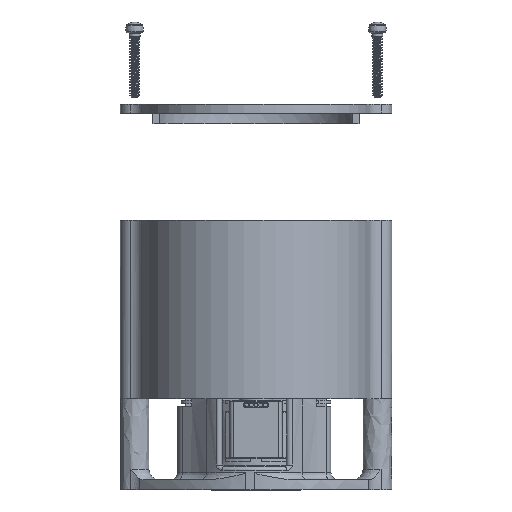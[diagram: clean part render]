
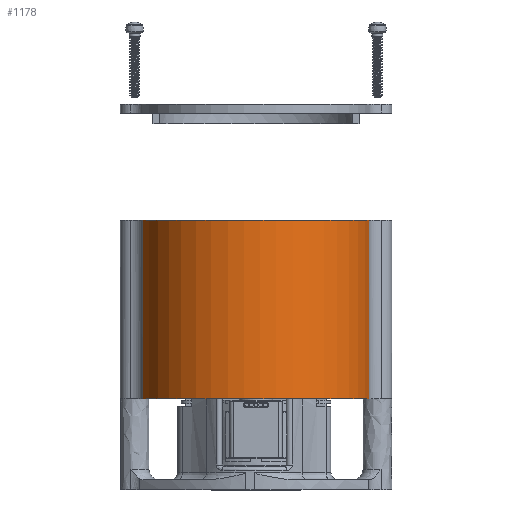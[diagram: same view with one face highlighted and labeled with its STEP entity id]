
A CAD part, front view. The second image highlights one B-rep face of the part: STEP entity #1178.
In plain terms, the highlighted free-form (B-spline) face has degree [2, 1] with [5, 2] control points.
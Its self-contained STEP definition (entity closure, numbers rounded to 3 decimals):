
#264 = VERTEX_POINT('',#265);
#265 = CARTESIAN_POINT('',(29.924,12.787,
    -19.292));
#271 = EDGE_CURVE('',#272,#264,#274,.T.);
#272 = VERTEX_POINT('',#273);
#273 = CARTESIAN_POINT('',(-29.924,12.787,
    -19.292));
#274 = ( BOUNDED_CURVE() B_SPLINE_CURVE(2,(#275,#276,#277,#278,#279),
.UNSPECIFIED.,.F.,.F.) B_SPLINE_CURVE_WITH_KNOTS((3,2,3),(3.374
,4.712,6.05),.PIECEWISE_BEZIER_KNOTS.) CURVE() 
GEOMETRIC_REPRESENTATION_ITEM() RATIONAL_B_SPLINE_CURVE((1.,
0.784,1.,0.784,1.)) REPRESENTATION_ITEM('') );
#275 = CARTESIAN_POINT('',(-29.924,12.787,
    -19.292));
#276 = CARTESIAN_POINT('',(-24.316,-10.873,
    -19.292));
#277 = CARTESIAN_POINT('',(0.,-10.873,
    -19.292));
#278 = CARTESIAN_POINT('',(24.316,-10.873,
    -19.292));
#279 = CARTESIAN_POINT('',(29.924,12.787,
    -19.292));
#1035 = EDGE_CURVE('',#272,#1036,#1038,.T.);
#1036 = VERTEX_POINT('',#1037);
#1037 = CARTESIAN_POINT('',(-29.924,12.787,
    28.02));
#1038 = B_SPLINE_CURVE_WITH_KNOTS('',1,(#1039,#1040),.UNSPECIFIED.,.F.,
  .F.,(2,2),(0.,50.),.PIECEWISE_BEZIER_KNOTS.);
#1039 = CARTESIAN_POINT('',(-29.924,12.787,
    -19.292));
#1040 = CARTESIAN_POINT('',(-29.924,12.787,
    28.02));
#1060 = EDGE_CURVE('',#1061,#264,#1063,.T.);
#1061 = VERTEX_POINT('',#1062);
#1062 = CARTESIAN_POINT('',(29.924,12.787,
    28.02));
#1063 = B_SPLINE_CURVE_WITH_KNOTS('',1,(#1064,#1065),.UNSPECIFIED.,.F.,
  .F.,(2,2),(-50.,0.),.PIECEWISE_BEZIER_KNOTS.);
#1064 = CARTESIAN_POINT('',(29.924,12.787,
    28.02));
#1065 = CARTESIAN_POINT('',(29.924,12.787,
    -19.292));
#1178 = ADVANCED_FACE('',(#1179),#1192,.T.);
#1179 = FACE_BOUND('',#1180,.T.);
#1180 = EDGE_LOOP('',(#1181,#1182,#1183,#1184));
#1181 = ORIENTED_EDGE('',*,*,#1035,.F.);
#1182 = ORIENTED_EDGE('',*,*,#271,.T.);
#1183 = ORIENTED_EDGE('',*,*,#1060,.F.);
#1184 = ORIENTED_EDGE('',*,*,#1185,.F.);
#1185 = EDGE_CURVE('',#1036,#1061,#1186,.T.);
#1186 = ( BOUNDED_CURVE() B_SPLINE_CURVE(2,(#1187,#1188,#1189,#1190,
#1191),.UNSPECIFIED.,.F.,.F.) B_SPLINE_CURVE_WITH_KNOTS((3,2,3),(
    3.374,4.712,6.05),
.PIECEWISE_BEZIER_KNOTS.) CURVE() GEOMETRIC_REPRESENTATION_ITEM() 
RATIONAL_B_SPLINE_CURVE((1.,0.784,1.,0.784,1.)) 
REPRESENTATION_ITEM('') );
#1187 = CARTESIAN_POINT('',(-29.924,12.787,
    28.02));
#1188 = CARTESIAN_POINT('',(-24.316,-10.873,
    28.02));
#1189 = CARTESIAN_POINT('',(0.,-10.873,
    28.02));
#1190 = CARTESIAN_POINT('',(24.316,-10.873,
    28.02));
#1191 = CARTESIAN_POINT('',(29.924,12.787,
    28.02));
#1192 = ( BOUNDED_SURFACE() B_SPLINE_SURFACE(2,1,(
    (#1193,#1194)
    ,(#1195,#1196)
    ,(#1197,#1198)
    ,(#1199,#1200)
    ,(#1201,#1202
)),.UNSPECIFIED.,.F.,.F.,.F.) B_SPLINE_SURFACE_WITH_KNOTS((3,2,3),(2,2),
  (3.374,4.712,6.05),(0.,50.),
.PIECEWISE_BEZIER_KNOTS.) GEOMETRIC_REPRESENTATION_ITEM() 
RATIONAL_B_SPLINE_SURFACE((
    (1.,1.)
    ,(0.784,0.784)
    ,(1.,1.)
    ,(0.784,0.784)
,(1.,1.))) REPRESENTATION_ITEM('') SURFACE() );
#1193 = CARTESIAN_POINT('',(-29.924,12.787,
    -19.292));
#1194 = CARTESIAN_POINT('',(-29.924,12.787,
    28.02));
#1195 = CARTESIAN_POINT('',(-24.316,-10.873,
    -19.292));
#1196 = CARTESIAN_POINT('',(-24.316,-10.873,
    28.02));
#1197 = CARTESIAN_POINT('',(0.,-10.873,
    -19.292));
#1198 = CARTESIAN_POINT('',(0.,-10.873,
    28.02));
#1199 = CARTESIAN_POINT('',(24.316,-10.873,
    -19.292));
#1200 = CARTESIAN_POINT('',(24.316,-10.873,
    28.02));
#1201 = CARTESIAN_POINT('',(29.924,12.787,
    -19.292));
#1202 = CARTESIAN_POINT('',(29.924,12.787,
    28.02));
